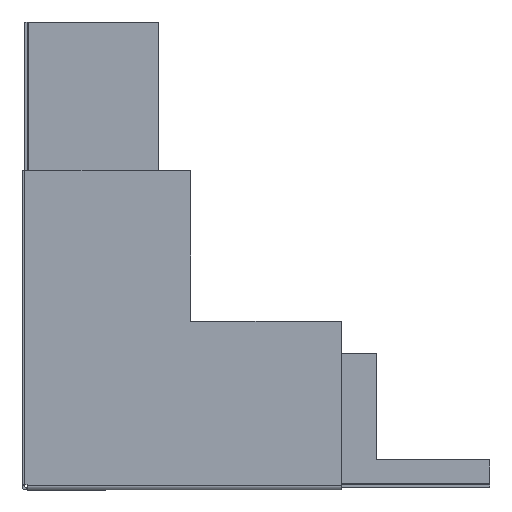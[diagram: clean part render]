
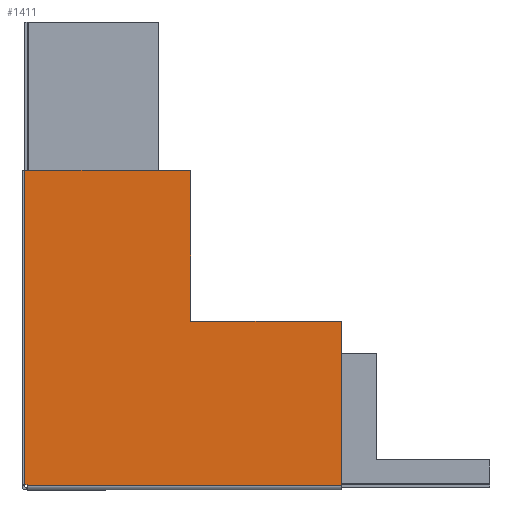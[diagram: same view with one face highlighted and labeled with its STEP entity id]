
A CAD part, front view. The second image highlights one B-rep face of the part: STEP entity #1411.
In plain terms, the highlighted face is planar.
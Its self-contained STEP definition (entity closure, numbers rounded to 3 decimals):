
#2 = CARTESIAN_POINT ( 'NONE',  ( -2.1, -67., -53.5 ) ) ;
#7 = VECTOR ( 'NONE', #170, 1000. ) ;
#44 = ORIENTED_EDGE ( 'NONE', *, *, #1095, .F. ) ;
#61 = CARTESIAN_POINT ( 'NONE',  ( 0., -67., -53.5 ) ) ;
#113 = DIRECTION ( 'NONE',  ( 1., 0., 0. ) ) ;
#155 = CARTESIAN_POINT ( 'NONE',  ( -67., -67., -53.5 ) ) ;
#166 = VERTEX_POINT ( 'NONE', #155 ) ;
#170 = DIRECTION ( 'NONE',  ( 0., 1., 0. ) ) ;
#179 = LINE ( 'NONE', #1166, #623 ) ;
#264 = LINE ( 'NONE', #400, #1087 ) ;
#276 = CARTESIAN_POINT ( 'NONE',  ( -67., -127., -53.5 ) ) ;
#291 = LINE ( 'NONE', #900, #701 ) ;
#354 = CARTESIAN_POINT ( 'NONE',  ( -1.6, -2.1, -53.5 ) ) ;
#400 = CARTESIAN_POINT ( 'NONE',  ( 0., -2.1, -53.5 ) ) ;
#402 = DIRECTION ( 'NONE',  ( 0., 1., 0. ) ) ;
#448 = CARTESIAN_POINT ( 'NONE',  ( -2.1, -1.071, -53.5 ) ) ;
#531 = DIRECTION ( 'NONE',  ( 0., 0., -1. ) ) ;
#564 = DIRECTION ( 'NONE',  ( 1., 0., 0. ) ) ;
#568 = VERTEX_POINT ( 'NONE', #2114 ) ;
#623 = VECTOR ( 'NONE', #1434, 1000. ) ;
#649 = ORIENTED_EDGE ( 'NONE', *, *, #2061, .F. ) ;
#669 = DIRECTION ( 'NONE',  ( 0., -1., 0. ) ) ;
#701 = VECTOR ( 'NONE', #1058, 1000. ) ;
#734 = ORIENTED_EDGE ( 'NONE', *, *, #1639, .T. ) ;
#787 = PLANE ( 'NONE',  #880 ) ;
#812 = LINE ( 'NONE', #1382, #1074 ) ;
#814 = VECTOR ( 'NONE', #113, 1000. ) ;
#862 = VERTEX_POINT ( 'NONE', #354 ) ;
#864 = LINE ( 'NONE', #2075, #814 ) ;
#880 = AXIS2_PLACEMENT_3D ( 'NONE', #61, #531, #1681 ) ;
#900 = CARTESIAN_POINT ( 'NONE',  ( -192., -1.071, -53.5 ) ) ;
#950 = EDGE_CURVE ( 'NONE', #1838, #1987, #179, .T. ) ;
#998 = CARTESIAN_POINT ( 'NONE',  ( -67., -67., -53.5 ) ) ;
#1036 = FACE_OUTER_BOUND ( 'NONE', #1323, .T. ) ;
#1051 = CARTESIAN_POINT ( 'NONE',  ( -127., 0., -53.5 ) ) ;
#1058 = DIRECTION ( 'NONE',  ( 1., 0., 0. ) ) ;
#1074 = VECTOR ( 'NONE', #402, 1000. ) ;
#1087 = VECTOR ( 'NONE', #564, 1000. ) ;
#1095 = EDGE_CURVE ( 'NONE', #1227, #568, #1242, .T. ) ;
#1116 = CARTESIAN_POINT ( 'NONE',  ( -127., -1.071, -53.5 ) ) ;
#1121 = EDGE_CURVE ( 'NONE', #166, #1838, #1348, .T. ) ;
#1134 = ORIENTED_EDGE ( 'NONE', *, *, #950, .F. ) ;
#1142 = EDGE_CURVE ( 'NONE', #1987, #862, #812, .T. ) ;
#1166 = CARTESIAN_POINT ( 'NONE',  ( -67., -127., -53.5 ) ) ;
#1227 = VERTEX_POINT ( 'NONE', #1116 ) ;
#1242 = LINE ( 'NONE', #1051, #1471 ) ;
#1323 = EDGE_LOOP ( 'NONE', ( #1388, #1134, #1660, #1733, #44, #1816, #649, #734 ) ) ;
#1348 = LINE ( 'NONE', #998, #2008 ) ;
#1375 = LINE ( 'NONE', #2, #7 ) ;
#1382 = CARTESIAN_POINT ( 'NONE',  ( -1.6, -2.1, -53.5 ) ) ;
#1388 = ORIENTED_EDGE ( 'NONE', *, *, #1142, .F. ) ;
#1411 = ADVANCED_FACE ( 'NONE', ( #1036 ), #787, .T. ) ;
#1434 = DIRECTION ( 'NONE',  ( 1., 0., 0. ) ) ;
#1471 = VECTOR ( 'NONE', #2041, 1000. ) ;
#1639 = EDGE_CURVE ( 'NONE', #2063, #862, #264, .T. ) ;
#1660 = ORIENTED_EDGE ( 'NONE', *, *, #1121, .F. ) ;
#1681 = DIRECTION ( 'NONE',  ( -1., 0., 0. ) ) ;
#1719 = EDGE_CURVE ( 'NONE', #1227, #1855, #291, .T. ) ;
#1733 = ORIENTED_EDGE ( 'NONE', *, *, #1831, .F. ) ;
#1808 = CARTESIAN_POINT ( 'NONE',  ( -2.1, -2.1, -53.5 ) ) ;
#1816 = ORIENTED_EDGE ( 'NONE', *, *, #1719, .T. ) ;
#1831 = EDGE_CURVE ( 'NONE', #568, #166, #864, .T. ) ;
#1838 = VERTEX_POINT ( 'NONE', #276 ) ;
#1855 = VERTEX_POINT ( 'NONE', #448 ) ;
#1987 = VERTEX_POINT ( 'NONE', #2118 ) ;
#2008 = VECTOR ( 'NONE', #669, 1000. ) ;
#2041 = DIRECTION ( 'NONE',  ( 0., -1., 0. ) ) ;
#2061 = EDGE_CURVE ( 'NONE', #2063, #1855, #1375, .T. ) ;
#2063 = VERTEX_POINT ( 'NONE', #1808 ) ;
#2075 = CARTESIAN_POINT ( 'NONE',  ( -127., -67., -53.5 ) ) ;
#2114 = CARTESIAN_POINT ( 'NONE',  ( -127., -67., -53.5 ) ) ;
#2118 = CARTESIAN_POINT ( 'NONE',  ( -1.6, -127., -53.5 ) ) ;
